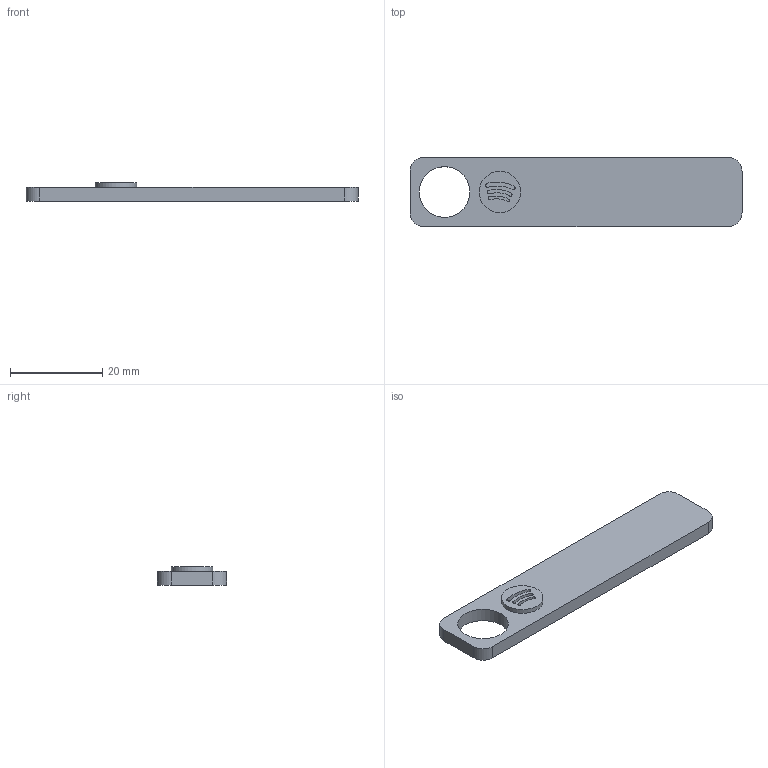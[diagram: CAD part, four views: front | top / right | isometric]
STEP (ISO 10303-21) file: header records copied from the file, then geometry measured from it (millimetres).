
FILE_DESCRIPTION(/* description */ ('STEP AP242'),/* implementation_level */ '2;1');
FILE_NAME(/* name */ 'circle.step',/* time_stamp */ '2025-05-11T10:32:31-04:00',/* author */ (''),/* organization */ (''),/* preprocessor_version */ 'ST-DEVELOPER v20.1',/* originating_system */ 'Autodesk Translation Framework v14.4.0.0',/* authorisation */ '');
FILE_SCHEMA (('AUTOMOTIVE_DESIGN { 1 0 10303 214 3 1 1 }'));
Length unit declared in the file: metre
Products named in the file (1): Part 1
Bounding box: 72 x 15 x 4 mm (x, y, z)
Volume: 2984.9 mm3; surface area: 2629.5 mm2
Topology: 1 solids, 1 shells, 19 faces, 39 edges, 26 vertices
Faces by surface type: plane 10, cylinder 6, bspline 3
Full cylindrical faces by diameter (mm): 9 x1, 10.983 x1
Entity records: 791 total; most frequent: CARTESIAN_POINT 340, DIRECTION 79, ORIENTED_EDGE 78, EDGE_CURVE 39, AXIS2_PLACEMENT_3D 29, VERTEX_POINT 26, EDGE_LOOP 25, LINE 21
